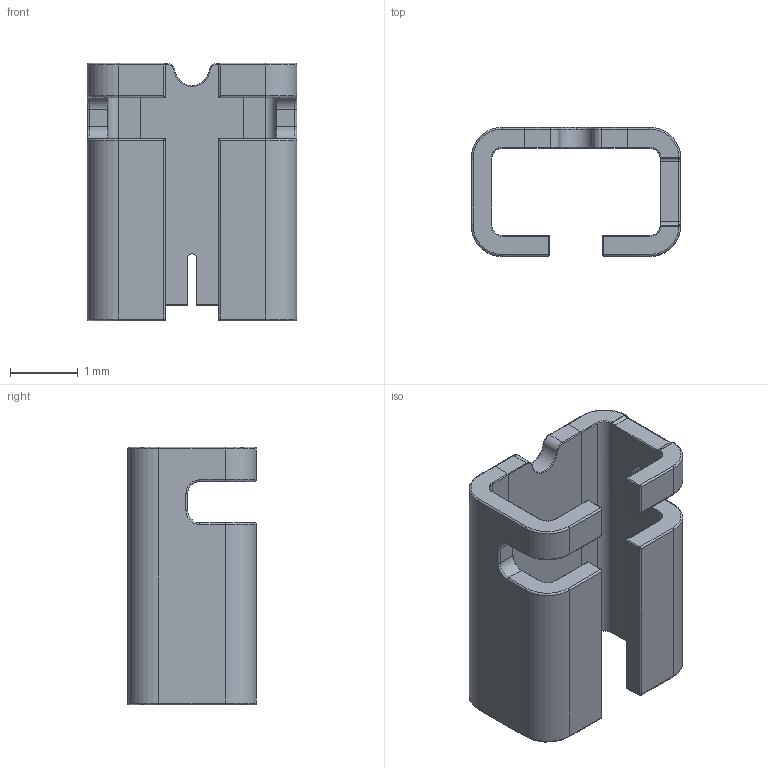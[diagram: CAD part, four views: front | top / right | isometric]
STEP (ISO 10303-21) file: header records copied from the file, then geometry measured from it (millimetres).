
FILE_DESCRIPTION (( 'STEP AP214' ), '1' );
FILE_NAME ('WSK12161L000FEA.STEP', '2025-01-08T14:37:07', ( 'LENOVO' ), ( '' ), 'SwSTEP 2.0', 'SolidWorks 2021', '' );
FILE_SCHEMA (( 'AUTOMOTIVE_DESIGN' ));
Length unit declared in the file: inch
Products named in the file (1): WSK12161L000FEA
Bounding box: 3.1 x 1.91 x 3.81 mm (x, y, z)
Volume: 7.9 mm3; surface area: 65.4 mm2
Topology: 3 solids, 3 shells, 230 faces, 540 edges, 292 vertices
Faces by surface type: cylinder 105, plane 48, torus 47, bspline 18, sphere 12
Entity records: 6577 total; most frequent: CARTESIAN_POINT 1407, DIRECTION 1161, ORIENTED_EDGE 1032, EDGE_CURVE 516, AXIS2_PLACEMENT_3D 466, VERTEX_POINT 292, CIRCLE 253, ADVANCED_FACE 230
